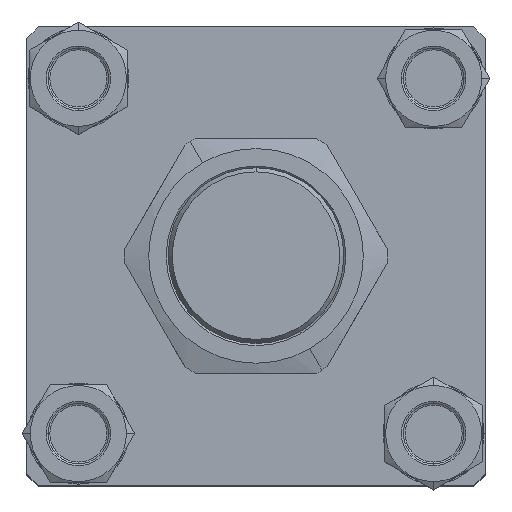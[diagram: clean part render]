
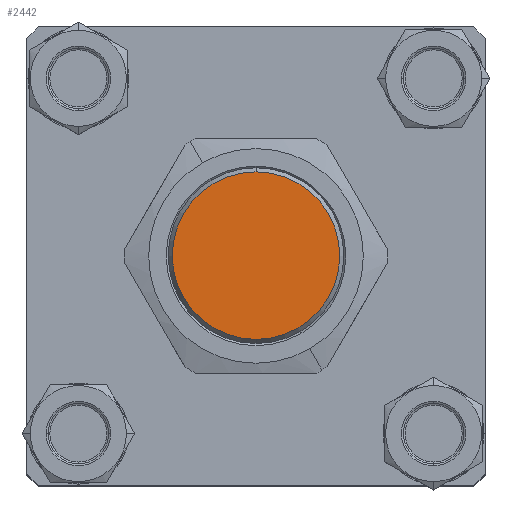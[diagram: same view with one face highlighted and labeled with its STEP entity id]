
A CAD part, top view. The second image highlights one B-rep face of the part: STEP entity #2442.
In plain terms, the highlighted planar face has unit normal (0, 0, 1).
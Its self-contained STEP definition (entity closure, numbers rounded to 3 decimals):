
#230 = CIRCLE ( 'NONE', #6517, 42.899 ) ;
#556 = EDGE_LOOP ( 'NONE', ( #8948, #8479 ) ) ;
#1700 = EDGE_CURVE ( 'NONE', #2124, #1877, #230, .T. ) ;
#1877 = VERTEX_POINT ( 'NONE', #4400 ) ;
#2124 = VERTEX_POINT ( 'NONE', #8313 ) ;
#2349 = EDGE_CURVE ( 'NONE', #1877, #2124, #7418, .T. ) ;
#2442 = ADVANCED_FACE ( 'NONE', ( #7559 ), #7789, .T. ) ;
#4400 = CARTESIAN_POINT ( 'NONE',  ( 42.899, 0., 435. ) ) ;
#6278 = AXIS2_PLACEMENT_3D ( 'NONE', #7731, #7787, #7785 ) ;
#6475 = AXIS2_PLACEMENT_3D ( 'NONE', #9152, #9151, #9150 ) ;
#6517 = AXIS2_PLACEMENT_3D ( 'NONE', #6967, #6964, #6962 ) ;
#6962 = DIRECTION ( 'NONE',  ( 1., 0., 0. ) ) ;
#6964 = DIRECTION ( 'NONE',  ( 0., 0., 1. ) ) ;
#6967 = CARTESIAN_POINT ( 'NONE',  ( 0., 0., 435. ) ) ;
#7418 = CIRCLE ( 'NONE', #6475, 42.899 ) ;
#7559 = FACE_OUTER_BOUND ( 'NONE', #556, .T. ) ;
#7731 = CARTESIAN_POINT ( 'NONE',  ( 0., 0., 435. ) ) ;
#7785 = DIRECTION ( 'NONE',  ( 1., 0., 0. ) ) ;
#7787 = DIRECTION ( 'NONE',  ( 0., 0., 1. ) ) ;
#7789 = PLANE ( 'NONE',  #6278 ) ;
#8313 = CARTESIAN_POINT ( 'NONE',  ( -42.899, 0., 435. ) ) ;
#8479 = ORIENTED_EDGE ( 'NONE', *, *, #2349, .T. ) ;
#8948 = ORIENTED_EDGE ( 'NONE', *, *, #1700, .T. ) ;
#9150 = DIRECTION ( 'NONE',  ( 1., 0., 0. ) ) ;
#9151 = DIRECTION ( 'NONE',  ( 0., 0., 1. ) ) ;
#9152 = CARTESIAN_POINT ( 'NONE',  ( 0., 0., 435. ) ) ;
